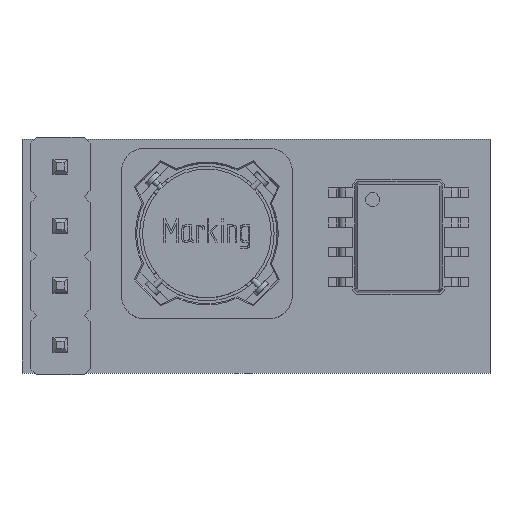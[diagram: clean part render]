
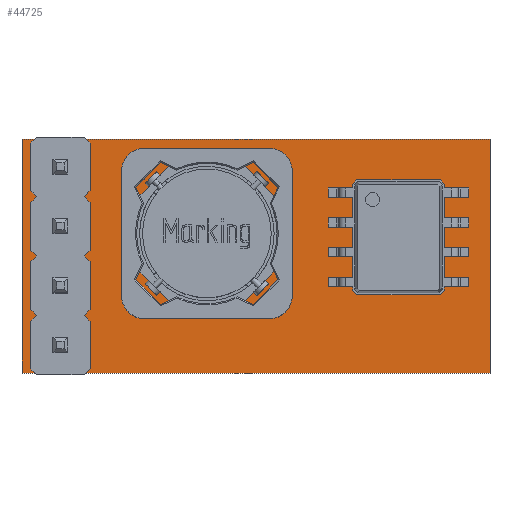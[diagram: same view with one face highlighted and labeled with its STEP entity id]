
A CAD part, top view. The second image highlights one B-rep face of the part: STEP entity #44725.
In plain terms, the highlighted planar face has unit normal (0, 0, 1).
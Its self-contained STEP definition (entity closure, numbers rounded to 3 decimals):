
#44314 = VERTEX_POINT('',#44315);
#44315 = CARTESIAN_POINT('',(92.,-73.,1.6));
#44322 = PLANE('',#44323);
#44323 = AXIS2_PLACEMENT_3D('',#44324,#44325,#44326);
#44324 = CARTESIAN_POINT('',(92.,-73.,0.));
#44325 = DIRECTION('',(1.,0.,-0.));
#44326 = DIRECTION('',(0.,-1.,0.));
#44334 = PLANE('',#44335);
#44335 = AXIS2_PLACEMENT_3D('',#44336,#44337,#44338);
#44336 = CARTESIAN_POINT('',(112.,-73.,0.));
#44337 = DIRECTION('',(0.,-1.,0.));
#44338 = DIRECTION('',(-1.,0.,0.));
#44346 = EDGE_CURVE('',#44314,#44347,#44349,.T.);
#44347 = VERTEX_POINT('',#44348);
#44348 = CARTESIAN_POINT('',(92.,-83.,1.6));
#44349 = SURFACE_CURVE('',#44350,(#44354,#44361),.PCURVE_S1.);
#44350 = LINE('',#44351,#44352);
#44351 = CARTESIAN_POINT('',(92.,-73.,1.6));
#44352 = VECTOR('',#44353,1.);
#44353 = DIRECTION('',(0.,-1.,0.));
#44354 = PCURVE('',#44322,#44355);
#44355 = DEFINITIONAL_REPRESENTATION('',(#44356),#44360);
#44356 = LINE('',#44357,#44358);
#44357 = CARTESIAN_POINT('',(0.,-1.6));
#44358 = VECTOR('',#44359,1.);
#44359 = DIRECTION('',(1.,0.));
#44360 = ( GEOMETRIC_REPRESENTATION_CONTEXT(2) 
PARAMETRIC_REPRESENTATION_CONTEXT() REPRESENTATION_CONTEXT('2D SPACE',''
  ) );
#44361 = PCURVE('',#44362,#44367);
#44362 = PLANE('',#44363);
#44363 = AXIS2_PLACEMENT_3D('',#44364,#44365,#44366);
#44364 = CARTESIAN_POINT('',(102.,-78.,1.6));
#44365 = DIRECTION('',(0.,0.,1.));
#44366 = DIRECTION('',(1.,0.,-0.));
#44367 = DEFINITIONAL_REPRESENTATION('',(#44368),#44372);
#44368 = LINE('',#44369,#44370);
#44369 = CARTESIAN_POINT('',(-10.,5.));
#44370 = VECTOR('',#44371,1.);
#44371 = DIRECTION('',(0.,-1.));
#44372 = ( GEOMETRIC_REPRESENTATION_CONTEXT(2) 
PARAMETRIC_REPRESENTATION_CONTEXT() REPRESENTATION_CONTEXT('2D SPACE',''
  ) );
#44390 = PLANE('',#44391);
#44391 = AXIS2_PLACEMENT_3D('',#44392,#44393,#44394);
#44392 = CARTESIAN_POINT('',(92.,-83.,0.));
#44393 = DIRECTION('',(0.,1.,0.));
#44394 = DIRECTION('',(1.,0.,0.));
#44434 = VERTEX_POINT('',#44435);
#44435 = CARTESIAN_POINT('',(112.,-73.,1.6));
#44449 = PLANE('',#44450);
#44450 = AXIS2_PLACEMENT_3D('',#44451,#44452,#44453);
#44451 = CARTESIAN_POINT('',(112.,-83.,0.));
#44452 = DIRECTION('',(-1.,0.,0.));
#44453 = DIRECTION('',(0.,1.,0.));
#44461 = EDGE_CURVE('',#44434,#44314,#44462,.T.);
#44462 = SURFACE_CURVE('',#44463,(#44467,#44474),.PCURVE_S1.);
#44463 = LINE('',#44464,#44465);
#44464 = CARTESIAN_POINT('',(112.,-73.,1.6));
#44465 = VECTOR('',#44466,1.);
#44466 = DIRECTION('',(-1.,0.,0.));
#44467 = PCURVE('',#44334,#44468);
#44468 = DEFINITIONAL_REPRESENTATION('',(#44469),#44473);
#44469 = LINE('',#44470,#44471);
#44470 = CARTESIAN_POINT('',(0.,-1.6));
#44471 = VECTOR('',#44472,1.);
#44472 = DIRECTION('',(1.,0.));
#44473 = ( GEOMETRIC_REPRESENTATION_CONTEXT(2) 
PARAMETRIC_REPRESENTATION_CONTEXT() REPRESENTATION_CONTEXT('2D SPACE',''
  ) );
#44474 = PCURVE('',#44362,#44475);
#44475 = DEFINITIONAL_REPRESENTATION('',(#44476),#44480);
#44476 = LINE('',#44477,#44478);
#44477 = CARTESIAN_POINT('',(10.,5.));
#44478 = VECTOR('',#44479,1.);
#44479 = DIRECTION('',(-1.,0.));
#44480 = ( GEOMETRIC_REPRESENTATION_CONTEXT(2) 
PARAMETRIC_REPRESENTATION_CONTEXT() REPRESENTATION_CONTEXT('2D SPACE',''
  ) );
#44508 = EDGE_CURVE('',#44347,#44509,#44511,.T.);
#44509 = VERTEX_POINT('',#44510);
#44510 = CARTESIAN_POINT('',(112.,-83.,1.6));
#44511 = SURFACE_CURVE('',#44512,(#44516,#44523),.PCURVE_S1.);
#44512 = LINE('',#44513,#44514);
#44513 = CARTESIAN_POINT('',(92.,-83.,1.6));
#44514 = VECTOR('',#44515,1.);
#44515 = DIRECTION('',(1.,0.,0.));
#44516 = PCURVE('',#44390,#44517);
#44517 = DEFINITIONAL_REPRESENTATION('',(#44518),#44522);
#44518 = LINE('',#44519,#44520);
#44519 = CARTESIAN_POINT('',(0.,-1.6));
#44520 = VECTOR('',#44521,1.);
#44521 = DIRECTION('',(1.,0.));
#44522 = ( GEOMETRIC_REPRESENTATION_CONTEXT(2) 
PARAMETRIC_REPRESENTATION_CONTEXT() REPRESENTATION_CONTEXT('2D SPACE',''
  ) );
#44523 = PCURVE('',#44362,#44524);
#44524 = DEFINITIONAL_REPRESENTATION('',(#44525),#44529);
#44525 = LINE('',#44526,#44527);
#44526 = CARTESIAN_POINT('',(-10.,-5.));
#44527 = VECTOR('',#44528,1.);
#44528 = DIRECTION('',(1.,0.));
#44529 = ( GEOMETRIC_REPRESENTATION_CONTEXT(2) 
PARAMETRIC_REPRESENTATION_CONTEXT() REPRESENTATION_CONTEXT('2D SPACE',''
  ) );
#44621 = CYLINDRICAL_SURFACE('',#44622,0.5);
#44622 = AXIS2_PLACEMENT_3D('',#44623,#44624,#44625);
#44623 = CARTESIAN_POINT('',(93.64,-81.81,-0.8));
#44624 = DIRECTION('',(0.,0.,1.));
#44625 = DIRECTION('',(1.,0.,-0.));
#44652 = CYLINDRICAL_SURFACE('',#44653,0.5);
#44653 = AXIS2_PLACEMENT_3D('',#44654,#44655,#44656);
#44654 = CARTESIAN_POINT('',(93.64,-76.73,-0.8));
#44655 = DIRECTION('',(0.,0.,1.));
#44656 = DIRECTION('',(1.,0.,-0.));
#44683 = CYLINDRICAL_SURFACE('',#44684,0.5);
#44684 = AXIS2_PLACEMENT_3D('',#44685,#44686,#44687);
#44685 = CARTESIAN_POINT('',(93.64,-79.27,-0.8));
#44686 = DIRECTION('',(0.,0.,1.));
#44687 = DIRECTION('',(1.,0.,-0.));
#44714 = CYLINDRICAL_SURFACE('',#44715,0.5);
#44715 = AXIS2_PLACEMENT_3D('',#44716,#44717,#44718);
#44716 = CARTESIAN_POINT('',(93.64,-74.19,-0.8));
#44717 = DIRECTION('',(0.,0.,1.));
#44718 = DIRECTION('',(1.,0.,-0.));
#44725 = ADVANCED_FACE('',(#44726,#44752,#44778,#44804,#44830),#44362,
  .T.);
#44726 = FACE_BOUND('',#44727,.T.);
#44727 = EDGE_LOOP('',(#44728,#44729,#44730,#44751));
#44728 = ORIENTED_EDGE('',*,*,#44346,.T.);
#44729 = ORIENTED_EDGE('',*,*,#44508,.T.);
#44730 = ORIENTED_EDGE('',*,*,#44731,.T.);
#44731 = EDGE_CURVE('',#44509,#44434,#44732,.T.);
#44732 = SURFACE_CURVE('',#44733,(#44737,#44744),.PCURVE_S1.);
#44733 = LINE('',#44734,#44735);
#44734 = CARTESIAN_POINT('',(112.,-83.,1.6));
#44735 = VECTOR('',#44736,1.);
#44736 = DIRECTION('',(0.,1.,0.));
#44737 = PCURVE('',#44362,#44738);
#44738 = DEFINITIONAL_REPRESENTATION('',(#44739),#44743);
#44739 = LINE('',#44740,#44741);
#44740 = CARTESIAN_POINT('',(10.,-5.));
#44741 = VECTOR('',#44742,1.);
#44742 = DIRECTION('',(0.,1.));
#44743 = ( GEOMETRIC_REPRESENTATION_CONTEXT(2) 
PARAMETRIC_REPRESENTATION_CONTEXT() REPRESENTATION_CONTEXT('2D SPACE',''
  ) );
#44744 = PCURVE('',#44449,#44745);
#44745 = DEFINITIONAL_REPRESENTATION('',(#44746),#44750);
#44746 = LINE('',#44747,#44748);
#44747 = CARTESIAN_POINT('',(0.,-1.6));
#44748 = VECTOR('',#44749,1.);
#44749 = DIRECTION('',(1.,0.));
#44750 = ( GEOMETRIC_REPRESENTATION_CONTEXT(2) 
PARAMETRIC_REPRESENTATION_CONTEXT() REPRESENTATION_CONTEXT('2D SPACE',''
  ) );
#44751 = ORIENTED_EDGE('',*,*,#44461,.T.);
#44752 = FACE_BOUND('',#44753,.T.);
#44753 = EDGE_LOOP('',(#44754));
#44754 = ORIENTED_EDGE('',*,*,#44755,.F.);
#44755 = EDGE_CURVE('',#44756,#44756,#44758,.T.);
#44756 = VERTEX_POINT('',#44757);
#44757 = CARTESIAN_POINT('',(94.14,-81.81,1.6));
#44758 = SURFACE_CURVE('',#44759,(#44764,#44771),.PCURVE_S1.);
#44759 = CIRCLE('',#44760,0.5);
#44760 = AXIS2_PLACEMENT_3D('',#44761,#44762,#44763);
#44761 = CARTESIAN_POINT('',(93.64,-81.81,1.6));
#44762 = DIRECTION('',(0.,0.,1.));
#44763 = DIRECTION('',(1.,0.,-0.));
#44764 = PCURVE('',#44362,#44765);
#44765 = DEFINITIONAL_REPRESENTATION('',(#44766),#44770);
#44766 = CIRCLE('',#44767,0.5);
#44767 = AXIS2_PLACEMENT_2D('',#44768,#44769);
#44768 = CARTESIAN_POINT('',(-8.36,-3.81));
#44769 = DIRECTION('',(1.,0.));
#44770 = ( GEOMETRIC_REPRESENTATION_CONTEXT(2) 
PARAMETRIC_REPRESENTATION_CONTEXT() REPRESENTATION_CONTEXT('2D SPACE',''
  ) );
#44771 = PCURVE('',#44621,#44772);
#44772 = DEFINITIONAL_REPRESENTATION('',(#44773),#44777);
#44773 = LINE('',#44774,#44775);
#44774 = CARTESIAN_POINT('',(0.,2.4));
#44775 = VECTOR('',#44776,1.);
#44776 = DIRECTION('',(1.,0.));
#44777 = ( GEOMETRIC_REPRESENTATION_CONTEXT(2) 
PARAMETRIC_REPRESENTATION_CONTEXT() REPRESENTATION_CONTEXT('2D SPACE',''
  ) );
#44778 = FACE_BOUND('',#44779,.T.);
#44779 = EDGE_LOOP('',(#44780));
#44780 = ORIENTED_EDGE('',*,*,#44781,.F.);
#44781 = EDGE_CURVE('',#44782,#44782,#44784,.T.);
#44782 = VERTEX_POINT('',#44783);
#44783 = CARTESIAN_POINT('',(94.14,-76.73,1.6));
#44784 = SURFACE_CURVE('',#44785,(#44790,#44797),.PCURVE_S1.);
#44785 = CIRCLE('',#44786,0.5);
#44786 = AXIS2_PLACEMENT_3D('',#44787,#44788,#44789);
#44787 = CARTESIAN_POINT('',(93.64,-76.73,1.6));
#44788 = DIRECTION('',(0.,0.,1.));
#44789 = DIRECTION('',(1.,0.,-0.));
#44790 = PCURVE('',#44362,#44791);
#44791 = DEFINITIONAL_REPRESENTATION('',(#44792),#44796);
#44792 = CIRCLE('',#44793,0.5);
#44793 = AXIS2_PLACEMENT_2D('',#44794,#44795);
#44794 = CARTESIAN_POINT('',(-8.36,1.27));
#44795 = DIRECTION('',(1.,0.));
#44796 = ( GEOMETRIC_REPRESENTATION_CONTEXT(2) 
PARAMETRIC_REPRESENTATION_CONTEXT() REPRESENTATION_CONTEXT('2D SPACE',''
  ) );
#44797 = PCURVE('',#44652,#44798);
#44798 = DEFINITIONAL_REPRESENTATION('',(#44799),#44803);
#44799 = LINE('',#44800,#44801);
#44800 = CARTESIAN_POINT('',(0.,2.4));
#44801 = VECTOR('',#44802,1.);
#44802 = DIRECTION('',(1.,0.));
#44803 = ( GEOMETRIC_REPRESENTATION_CONTEXT(2) 
PARAMETRIC_REPRESENTATION_CONTEXT() REPRESENTATION_CONTEXT('2D SPACE',''
  ) );
#44804 = FACE_BOUND('',#44805,.T.);
#44805 = EDGE_LOOP('',(#44806));
#44806 = ORIENTED_EDGE('',*,*,#44807,.F.);
#44807 = EDGE_CURVE('',#44808,#44808,#44810,.T.);
#44808 = VERTEX_POINT('',#44809);
#44809 = CARTESIAN_POINT('',(94.14,-79.27,1.6));
#44810 = SURFACE_CURVE('',#44811,(#44816,#44823),.PCURVE_S1.);
#44811 = CIRCLE('',#44812,0.5);
#44812 = AXIS2_PLACEMENT_3D('',#44813,#44814,#44815);
#44813 = CARTESIAN_POINT('',(93.64,-79.27,1.6));
#44814 = DIRECTION('',(0.,0.,1.));
#44815 = DIRECTION('',(1.,0.,-0.));
#44816 = PCURVE('',#44362,#44817);
#44817 = DEFINITIONAL_REPRESENTATION('',(#44818),#44822);
#44818 = CIRCLE('',#44819,0.5);
#44819 = AXIS2_PLACEMENT_2D('',#44820,#44821);
#44820 = CARTESIAN_POINT('',(-8.36,-1.27));
#44821 = DIRECTION('',(1.,0.));
#44822 = ( GEOMETRIC_REPRESENTATION_CONTEXT(2) 
PARAMETRIC_REPRESENTATION_CONTEXT() REPRESENTATION_CONTEXT('2D SPACE',''
  ) );
#44823 = PCURVE('',#44683,#44824);
#44824 = DEFINITIONAL_REPRESENTATION('',(#44825),#44829);
#44825 = LINE('',#44826,#44827);
#44826 = CARTESIAN_POINT('',(0.,2.4));
#44827 = VECTOR('',#44828,1.);
#44828 = DIRECTION('',(1.,0.));
#44829 = ( GEOMETRIC_REPRESENTATION_CONTEXT(2) 
PARAMETRIC_REPRESENTATION_CONTEXT() REPRESENTATION_CONTEXT('2D SPACE',''
  ) );
#44830 = FACE_BOUND('',#44831,.T.);
#44831 = EDGE_LOOP('',(#44832));
#44832 = ORIENTED_EDGE('',*,*,#44833,.F.);
#44833 = EDGE_CURVE('',#44834,#44834,#44836,.T.);
#44834 = VERTEX_POINT('',#44835);
#44835 = CARTESIAN_POINT('',(94.14,-74.19,1.6));
#44836 = SURFACE_CURVE('',#44837,(#44842,#44849),.PCURVE_S1.);
#44837 = CIRCLE('',#44838,0.5);
#44838 = AXIS2_PLACEMENT_3D('',#44839,#44840,#44841);
#44839 = CARTESIAN_POINT('',(93.64,-74.19,1.6));
#44840 = DIRECTION('',(0.,0.,1.));
#44841 = DIRECTION('',(1.,0.,-0.));
#44842 = PCURVE('',#44362,#44843);
#44843 = DEFINITIONAL_REPRESENTATION('',(#44844),#44848);
#44844 = CIRCLE('',#44845,0.5);
#44845 = AXIS2_PLACEMENT_2D('',#44846,#44847);
#44846 = CARTESIAN_POINT('',(-8.36,3.81));
#44847 = DIRECTION('',(1.,0.));
#44848 = ( GEOMETRIC_REPRESENTATION_CONTEXT(2) 
PARAMETRIC_REPRESENTATION_CONTEXT() REPRESENTATION_CONTEXT('2D SPACE',''
  ) );
#44849 = PCURVE('',#44714,#44850);
#44850 = DEFINITIONAL_REPRESENTATION('',(#44851),#44855);
#44851 = LINE('',#44852,#44853);
#44852 = CARTESIAN_POINT('',(0.,2.4));
#44853 = VECTOR('',#44854,1.);
#44854 = DIRECTION('',(1.,0.));
#44855 = ( GEOMETRIC_REPRESENTATION_CONTEXT(2) 
PARAMETRIC_REPRESENTATION_CONTEXT() REPRESENTATION_CONTEXT('2D SPACE',''
  ) );
